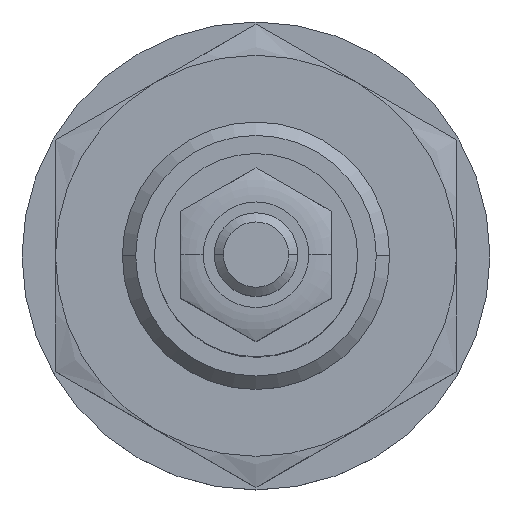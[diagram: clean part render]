
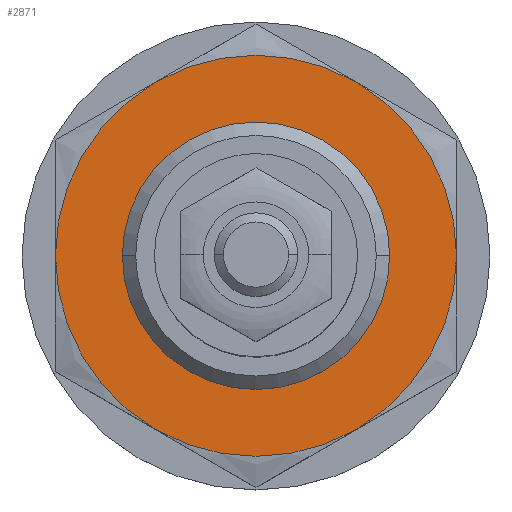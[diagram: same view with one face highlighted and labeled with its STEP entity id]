
A CAD part, top view. The second image highlights one B-rep face of the part: STEP entity #2871.
In plain terms, the highlighted planar face has unit normal (0, 0, 1).
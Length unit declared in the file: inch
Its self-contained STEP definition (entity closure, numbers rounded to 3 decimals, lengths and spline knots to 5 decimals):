
#360 = CIRCLE ( 'NONE', #15971, 0.75 ) ;
#519 = DIRECTION ( 'NONE',  ( -1., 0., 0. ) ) ;
#675 = CARTESIAN_POINT ( 'NONE',  ( 0., 0., 1.7767 ) ) ;
#706 = DIRECTION ( 'NONE',  ( 0., 0., -1. ) ) ;
#793 = DIRECTION ( 'NONE',  ( 0., 0., -1. ) ) ;
#859 = ORIENTED_EDGE ( 'NONE', *, *, #6353, .F. ) ;
#938 = CARTESIAN_POINT ( 'NONE',  ( 0., 0., 1.7767 ) ) ;
#1098 = EDGE_CURVE ( 'NONE', #5274, #13105, #4922, .T. ) ;
#1318 = EDGE_CURVE ( 'NONE', #2659, #2182, #8022, .T. ) ;
#1426 = CARTESIAN_POINT ( 'NONE',  ( 0.75, 0., 1.7767 ) ) ;
#1548 = EDGE_LOOP ( 'NONE', ( #9750, #5549 ) ) ;
#1705 = DIRECTION ( 'NONE',  ( 0., 0., -1. ) ) ;
#2060 = VERTEX_POINT ( 'NONE', #5151 ) ;
#2139 = DIRECTION ( 'NONE',  ( 0., 0., -1. ) ) ;
#2182 = VERTEX_POINT ( 'NONE', #12853 ) ;
#2659 = VERTEX_POINT ( 'NONE', #2745 ) ;
#2745 = CARTESIAN_POINT ( 'NONE',  ( -0.5, 0., 1.7767 ) ) ;
#2871 = ADVANCED_FACE ( 'NONE', ( #16086, #7469 ), #8676, .T. ) ;
#3070 = VERTEX_POINT ( 'NONE', #4175 ) ;
#3288 = AXIS2_PLACEMENT_3D ( 'NONE', #8541, #9844, #11053 ) ;
#3516 = EDGE_CURVE ( 'NONE', #2060, #11018, #4091, .T. ) ;
#4091 = CIRCLE ( 'NONE', #11639, 0.75 ) ;
#4175 = CARTESIAN_POINT ( 'NONE',  ( -0.75, 0., 1.7767 ) ) ;
#4237 = ORIENTED_EDGE ( 'NONE', *, *, #3516, .F. ) ;
#4499 = EDGE_CURVE ( 'NONE', #2182, #2659, #12742, .T. ) ;
#4774 = CARTESIAN_POINT ( 'NONE',  ( -0.75, 1.29904, 1.7767 ) ) ;
#4922 = CIRCLE ( 'NONE', #16082, 0.75 ) ;
#5151 = CARTESIAN_POINT ( 'NONE',  ( 0.375, -0.64952, 1.7767 ) ) ;
#5274 = VERTEX_POINT ( 'NONE', #15852 ) ;
#5549 = ORIENTED_EDGE ( 'NONE', *, *, #1318, .T. ) ;
#5693 = CARTESIAN_POINT ( 'NONE',  ( 0., 0., 1.7767 ) ) ;
#5699 = AXIS2_PLACEMENT_3D ( 'NONE', #4774, #12341, #6014 ) ;
#6014 = DIRECTION ( 'NONE',  ( 1., 0., 0. ) ) ;
#6083 = DIRECTION ( 'NONE',  ( 0., 0., -1. ) ) ;
#6122 = ORIENTED_EDGE ( 'NONE', *, *, #13375, .F. ) ;
#6353 = EDGE_CURVE ( 'NONE', #3070, #16067, #360, .T. ) ;
#6452 = AXIS2_PLACEMENT_3D ( 'NONE', #7030, #2139, #7106 ) ;
#6480 = CARTESIAN_POINT ( 'NONE',  ( -0.375, 0.64952, 1.7767 ) ) ;
#6513 = AXIS2_PLACEMENT_3D ( 'NONE', #675, #10777, #14610 ) ;
#6537 = CIRCLE ( 'NONE', #10685, 0.75 ) ;
#6686 = CARTESIAN_POINT ( 'NONE',  ( 0., 0., 1.7767 ) ) ;
#7030 = CARTESIAN_POINT ( 'NONE',  ( 0., 0., 1.7767 ) ) ;
#7106 = DIRECTION ( 'NONE',  ( -1., 0., 0. ) ) ;
#7469 = FACE_BOUND ( 'NONE', #1548, .T. ) ;
#8022 = CIRCLE ( 'NONE', #15049, 0.5 ) ;
#8096 = CARTESIAN_POINT ( 'NONE',  ( 0., 0., 1.7767 ) ) ;
#8541 = CARTESIAN_POINT ( 'NONE',  ( 0., 0., 1.7767 ) ) ;
#8676 = PLANE ( 'NONE',  #5699 ) ;
#9468 = ORIENTED_EDGE ( 'NONE', *, *, #15334, .F. ) ;
#9711 = EDGE_CURVE ( 'NONE', #16067, #5274, #10312, .T. ) ;
#9743 = DIRECTION ( 'NONE',  ( -1., 0., 0. ) ) ;
#9750 = ORIENTED_EDGE ( 'NONE', *, *, #4499, .T. ) ;
#9844 = DIRECTION ( 'NONE',  ( 0., 0., -1. ) ) ;
#10312 = CIRCLE ( 'NONE', #3288, 0.75 ) ;
#10685 = AXIS2_PLACEMENT_3D ( 'NONE', #15776, #793, #9743 ) ;
#10777 = DIRECTION ( 'NONE',  ( 0., 0., -1. ) ) ;
#11018 = VERTEX_POINT ( 'NONE', #11122 ) ;
#11036 = DIRECTION ( 'NONE',  ( -1., 0., 0. ) ) ;
#11053 = DIRECTION ( 'NONE',  ( -1., 0., 0. ) ) ;
#11122 = CARTESIAN_POINT ( 'NONE',  ( -0.375, -0.64952, 1.7767 ) ) ;
#11639 = AXIS2_PLACEMENT_3D ( 'NONE', #6686, #1705, #11797 ) ;
#11797 = DIRECTION ( 'NONE',  ( -1., 0., 0. ) ) ;
#12341 = DIRECTION ( 'NONE',  ( 0., 0., 1. ) ) ;
#12742 = CIRCLE ( 'NONE', #6513, 0.5 ) ;
#12853 = CARTESIAN_POINT ( 'NONE',  ( 0.5, 0., 1.7767 ) ) ;
#12946 = ORIENTED_EDGE ( 'NONE', *, *, #1098, .F. ) ;
#13011 = DIRECTION ( 'NONE',  ( -1., 0., 0. ) ) ;
#13056 = DIRECTION ( 'NONE',  ( 0., 0., -1. ) ) ;
#13105 = VERTEX_POINT ( 'NONE', #1426 ) ;
#13375 = EDGE_CURVE ( 'NONE', #11018, #3070, #13983, .T. ) ;
#13983 = CIRCLE ( 'NONE', #6452, 0.75 ) ;
#14610 = DIRECTION ( 'NONE',  ( -1., 0., 0. ) ) ;
#14992 = ORIENTED_EDGE ( 'NONE', *, *, #9711, .F. ) ;
#15049 = AXIS2_PLACEMENT_3D ( 'NONE', #8096, #13056, #519 ) ;
#15222 = EDGE_LOOP ( 'NONE', ( #9468, #12946, #14992, #859, #6122, #4237 ) ) ;
#15334 = EDGE_CURVE ( 'NONE', #13105, #2060, #6537, .T. ) ;
#15776 = CARTESIAN_POINT ( 'NONE',  ( 0., 0., 1.7767 ) ) ;
#15852 = CARTESIAN_POINT ( 'NONE',  ( 0.375, 0.64952, 1.7767 ) ) ;
#15971 = AXIS2_PLACEMENT_3D ( 'NONE', #5693, #706, #13011 ) ;
#16067 = VERTEX_POINT ( 'NONE', #6480 ) ;
#16082 = AXIS2_PLACEMENT_3D ( 'NONE', #938, #6083, #11036 ) ;
#16086 = FACE_OUTER_BOUND ( 'NONE', #15222, .T. ) ;
